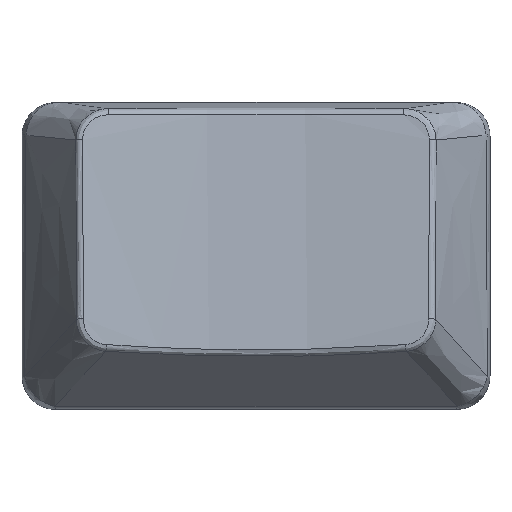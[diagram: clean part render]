
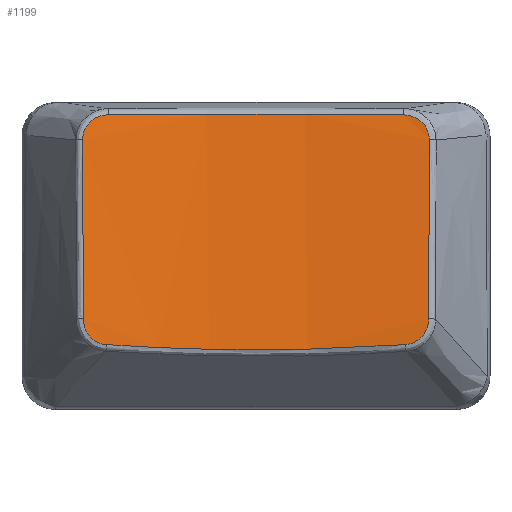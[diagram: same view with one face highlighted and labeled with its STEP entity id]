
A CAD part, top view. The second image highlights one B-rep face of the part: STEP entity #1199.
In plain terms, the highlighted free-form (B-spline) face has degree [1, 2] with [2, 3] control points.
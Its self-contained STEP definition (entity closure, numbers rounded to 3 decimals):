
#14=(
BOUNDED_SURFACE()
B_SPLINE_SURFACE(1,2,((#2753,#2754,#2755),(#2756,#2757,#2758)),
 .UNSPECIFIED.,.F.,.F.,.F.)
B_SPLINE_SURFACE_WITH_KNOTS((2,2),(3,3),(-0.01,0.204),
(-1.727,-1.415),.UNSPECIFIED.)
GEOMETRIC_REPRESENTATION_ITEM()
RATIONAL_B_SPLINE_SURFACE(((1.,0.988,1.),(1.,0.988,
1.)))
REPRESENTATION_ITEM('')
SURFACE()
);
#125=B_SPLINE_CURVE_WITH_KNOTS('',3,(#2467,#2468,#2469,#2470),
 .UNSPECIFIED.,.F.,.F.,(4,4),(0.,1.783),.UNSPECIFIED.);
#126=B_SPLINE_CURVE_WITH_KNOTS('',3,(#2503,#2504,#2505,#2506,#2507,#2508),
 .UNSPECIFIED.,.F.,.F.,(4,1,1,4),(0.,0.066,
0.131,0.229),.UNSPECIFIED.);
#127=B_SPLINE_CURVE_WITH_KNOTS('',3,(#2531,#2532,#2533,#2534),
 .UNSPECIFIED.,.F.,.F.,(4,4),(0.,1.068),.UNSPECIFIED.);
#129=B_SPLINE_CURVE_WITH_KNOTS('',3,(#2574,#2575,#2576,#2577,#2578,#2579),
 .UNSPECIFIED.,.F.,.F.,(4,1,1,4),(0.,0.069,0.138,
0.241),.UNSPECIFIED.);
#131=B_SPLINE_CURVE_WITH_KNOTS('',3,(#2607,#2608,#2609,#2610),
 .UNSPECIFIED.,.F.,.F.,(4,4),(0.,1.758),
 .UNSPECIFIED.);
#133=B_SPLINE_CURVE_WITH_KNOTS('',3,(#2644,#2645,#2646,#2647,#2648),
 .UNSPECIFIED.,.F.,.F.,(4,1,4),(0.,0.138,0.241),
 .UNSPECIFIED.);
#135=B_SPLINE_CURVE_WITH_KNOTS('',3,(#2675,#2676,#2677,#2678),
 .UNSPECIFIED.,.F.,.F.,(4,4),(0.,1.068),.UNSPECIFIED.);
#136=B_SPLINE_CURVE_WITH_KNOTS('',3,(#2704,#2705,#2706,#2707,#2708),
 .UNSPECIFIED.,.F.,.F.,(4,1,4),(0.,0.131,
0.229),.UNSPECIFIED.);
#322=FACE_OUTER_BOUND('',#398,.T.);
#398=EDGE_LOOP('',(#980,#981,#982,#983,#984,#985,#986,#987));
#534=VERTEX_POINT('',#2463);
#535=VERTEX_POINT('',#2465);
#536=VERTEX_POINT('',#2501);
#537=VERTEX_POINT('',#2529);
#538=VERTEX_POINT('',#2565);
#540=VERTEX_POINT('',#2600);
#542=VERTEX_POINT('',#2636);
#544=VERTEX_POINT('',#2669);
#688=EDGE_CURVE('',#535,#534,#125,.T.);
#690=EDGE_CURVE('',#534,#536,#126,.T.);
#692=EDGE_CURVE('',#536,#537,#127,.T.);
#695=EDGE_CURVE('',#537,#538,#129,.T.);
#698=EDGE_CURVE('',#538,#540,#131,.T.);
#701=EDGE_CURVE('',#540,#542,#133,.T.);
#704=EDGE_CURVE('',#542,#544,#135,.T.);
#705=EDGE_CURVE('',#544,#535,#136,.T.);
#980=ORIENTED_EDGE('',*,*,#688,.F.);
#981=ORIENTED_EDGE('',*,*,#705,.F.);
#982=ORIENTED_EDGE('',*,*,#704,.F.);
#983=ORIENTED_EDGE('',*,*,#701,.F.);
#984=ORIENTED_EDGE('',*,*,#698,.F.);
#985=ORIENTED_EDGE('',*,*,#695,.F.);
#986=ORIENTED_EDGE('',*,*,#692,.F.);
#987=ORIENTED_EDGE('',*,*,#690,.F.);
#1199=ADVANCED_FACE('',(#322),#14,.T.);
#2463=CARTESIAN_POINT('',(-8.832,-5.256,6.465));
#2465=CARTESIAN_POINT('',(8.832,-5.256,6.465));
#2467=CARTESIAN_POINT('Ctrl Pts',(8.832,-5.256,6.465));
#2468=CARTESIAN_POINT('Ctrl Pts',(2.983,-5.657,5.736));
#2469=CARTESIAN_POINT('Ctrl Pts',(-2.983,-5.657,5.736));
#2470=CARTESIAN_POINT('Ctrl Pts',(-8.832,-5.256,6.465));
#2501=CARTESIAN_POINT('',(-10.218,-3.726,6.476));
#2503=CARTESIAN_POINT('Ctrl Pts',(-8.832,-5.256,6.465));
#2504=CARTESIAN_POINT('Ctrl Pts',(-9.046,-5.242,6.491));
#2505=CARTESIAN_POINT('Ctrl Pts',(-9.472,-5.122,6.536));
#2506=CARTESIAN_POINT('Ctrl Pts',(-10.056,-4.6,6.558));
#2507=CARTESIAN_POINT('Ctrl Pts',(-10.217,-4.051,6.516));
#2508=CARTESIAN_POINT('Ctrl Pts',(-10.218,-3.726,6.476));
#2529=CARTESIAN_POINT('',(-10.253,6.877,5.18));
#2531=CARTESIAN_POINT('Ctrl Pts',(-10.218,-3.726,6.476));
#2532=CARTESIAN_POINT('Ctrl Pts',(-10.228,-0.192,6.044));
#2533=CARTESIAN_POINT('Ctrl Pts',(-10.239,3.343,5.611));
#2534=CARTESIAN_POINT('Ctrl Pts',(-10.253,6.877,5.18));
#2565=CARTESIAN_POINT('',(-8.715,8.344,4.779));
#2574=CARTESIAN_POINT('Ctrl Pts',(-10.253,6.877,5.18));
#2575=CARTESIAN_POINT('Ctrl Pts',(-10.253,7.105,5.152));
#2576=CARTESIAN_POINT('Ctrl Pts',(-10.15,7.559,5.08));
#2577=CARTESIAN_POINT('Ctrl Pts',(-9.62,8.172,4.924));
#2578=CARTESIAN_POINT('Ctrl Pts',(-9.054,8.34,4.824));
#2579=CARTESIAN_POINT('Ctrl Pts',(-8.715,8.344,4.779));
#2600=CARTESIAN_POINT('',(8.715,8.344,4.779));
#2607=CARTESIAN_POINT('Ctrl Pts',(-8.715,8.344,4.779));
#2608=CARTESIAN_POINT('Ctrl Pts',(-2.939,8.412,4.013));
#2609=CARTESIAN_POINT('Ctrl Pts',(2.939,8.412,4.013));
#2610=CARTESIAN_POINT('Ctrl Pts',(8.715,8.344,4.779));
#2636=CARTESIAN_POINT('',(10.253,6.877,5.18));
#2644=CARTESIAN_POINT('Ctrl Pts',(8.715,8.344,4.779));
#2645=CARTESIAN_POINT('Ctrl Pts',(9.167,8.338,4.839));
#2646=CARTESIAN_POINT('Ctrl Pts',(9.962,8.014,4.994));
#2647=CARTESIAN_POINT('Ctrl Pts',(10.254,7.219,5.138));
#2648=CARTESIAN_POINT('Ctrl Pts',(10.253,6.877,5.18));
#2669=CARTESIAN_POINT('',(10.218,-3.726,6.476));
#2675=CARTESIAN_POINT('Ctrl Pts',(10.253,6.877,5.18));
#2676=CARTESIAN_POINT('Ctrl Pts',(10.239,3.343,5.611));
#2677=CARTESIAN_POINT('Ctrl Pts',(10.228,-0.192,6.044));
#2678=CARTESIAN_POINT('Ctrl Pts',(10.218,-3.726,6.476));
#2704=CARTESIAN_POINT('Ctrl Pts',(10.218,-3.726,6.476));
#2705=CARTESIAN_POINT('Ctrl Pts',(10.217,-4.159,6.529));
#2706=CARTESIAN_POINT('Ctrl Pts',(9.901,-4.931,6.574));
#2707=CARTESIAN_POINT('Ctrl Pts',(9.154,-5.234,6.505));
#2708=CARTESIAN_POINT('Ctrl Pts',(8.832,-5.256,6.465));
#2753=CARTESIAN_POINT('Ctrl Pts',(10.253,-5.474,6.696));
#2754=CARTESIAN_POINT('Ctrl Pts',(0.,-5.666,
5.131));
#2755=CARTESIAN_POINT('Ctrl Pts',(-10.253,-5.474,6.696));
#2756=CARTESIAN_POINT('Ctrl Pts',(10.253,8.53,4.977));
#2757=CARTESIAN_POINT('Ctrl Pts',(0.,8.338,
3.411));
#2758=CARTESIAN_POINT('Ctrl Pts',(-10.253,8.53,4.977));
